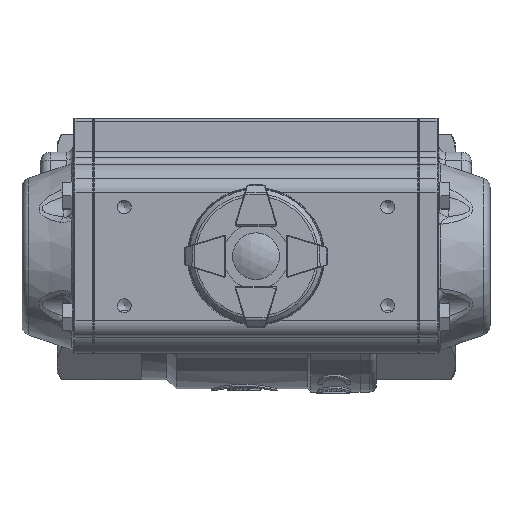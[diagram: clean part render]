
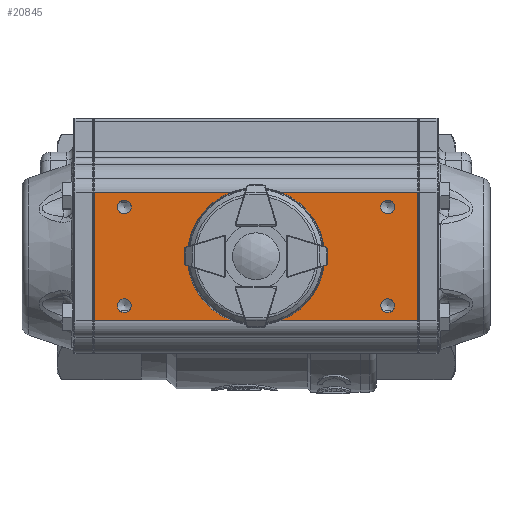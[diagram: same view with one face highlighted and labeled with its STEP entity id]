
A CAD part, top view. The second image highlights one B-rep face of the part: STEP entity #20845.
In plain terms, the highlighted face is planar.
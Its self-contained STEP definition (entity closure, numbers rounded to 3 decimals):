
#980=LINE('',#37852,#2050);
#981=LINE('',#37856,#2051);
#1041=LINE('',#37994,#2111);
#1042=LINE('',#37995,#2112);
#2050=VECTOR('',#26408,1000.);
#2051=VECTOR('',#26413,1000.);
#2111=VECTOR('',#26541,1000.);
#2112=VECTOR('',#26542,1000.);
#3556=PLANE('',#22694);
#6195=ORIENTED_EDGE('',*,*,#10314,.F.);
#6196=ORIENTED_EDGE('',*,*,#10384,.T.);
#6197=ORIENTED_EDGE('',*,*,#10316,.T.);
#6198=ORIENTED_EDGE('',*,*,#10385,.T.);
#6199=ORIENTED_EDGE('',*,*,#10110,.F.);
#6200=ORIENTED_EDGE('',*,*,#10098,.F.);
#6201=ORIENTED_EDGE('',*,*,#10102,.F.);
#6202=ORIENTED_EDGE('',*,*,#10106,.F.);
#6203=ORIENTED_EDGE('',*,*,#10018,.F.);
#10018=EDGE_CURVE('',#12431,#12431,#13819,.T.);
#10098=EDGE_CURVE('',#12510,#12510,#13862,.T.);
#10102=EDGE_CURVE('',#12514,#12514,#13864,.T.);
#10106=EDGE_CURVE('',#12518,#12518,#13866,.T.);
#10110=EDGE_CURVE('',#12522,#12522,#13868,.T.);
#10314=EDGE_CURVE('',#12656,#12657,#980,.T.);
#10316=EDGE_CURVE('',#12658,#12659,#981,.T.);
#10384=EDGE_CURVE('',#12656,#12658,#1041,.T.);
#10385=EDGE_CURVE('',#12659,#12657,#1042,.T.);
#12431=VERTEX_POINT('',#36830);
#12510=VERTEX_POINT('',#37224);
#12514=VERTEX_POINT('',#37244);
#12518=VERTEX_POINT('',#37264);
#12522=VERTEX_POINT('',#37284);
#12656=VERTEX_POINT('',#37851);
#12657=VERTEX_POINT('',#37853);
#12658=VERTEX_POINT('',#37857);
#12659=VERTEX_POINT('',#37858);
#13819=CIRCLE('',#22448,11.75);
#13862=CIRCLE('',#22505,2.1);
#13864=CIRCLE('',#22509,2.1);
#13866=CIRCLE('',#22513,2.1);
#13868=CIRCLE('',#22517,2.1);
#15261=EDGE_LOOP('',(#6195,#6196,#6197,#6198));
#15262=EDGE_LOOP('',(#6199));
#15263=EDGE_LOOP('',(#6200));
#15264=EDGE_LOOP('',(#6201));
#15265=EDGE_LOOP('',(#6202));
#15266=EDGE_LOOP('',(#6203));
#16811=FACE_BOUND('',#15261,.T.);
#16812=FACE_BOUND('',#15262,.T.);
#16813=FACE_BOUND('',#15263,.T.);
#16814=FACE_BOUND('',#15264,.T.);
#16815=FACE_BOUND('',#15265,.T.);
#16816=FACE_BOUND('',#15266,.T.);
#20845=ADVANCED_FACE('',(#16811,#16812,#16813,#16814,#16815,#16816),#3556,
 .T.);
#22448=AXIS2_PLACEMENT_3D('',#36829,#25870,#25871);
#22505=AXIS2_PLACEMENT_3D('',#37223,#26007,#26008);
#22509=AXIS2_PLACEMENT_3D('',#37243,#26015,#26016);
#22513=AXIS2_PLACEMENT_3D('',#37263,#26023,#26024);
#22517=AXIS2_PLACEMENT_3D('',#37283,#26031,#26032);
#22694=AXIS2_PLACEMENT_3D('',#37993,#26539,#26540);
#25870=DIRECTION('',(0.,1.,0.));
#25871=DIRECTION('',(0.,0.,1.));
#26007=DIRECTION('',(0.,1.,0.));
#26008=DIRECTION('',(0.,0.,1.));
#26015=DIRECTION('',(0.,1.,0.));
#26016=DIRECTION('',(0.,0.,1.));
#26023=DIRECTION('',(0.,1.,0.));
#26024=DIRECTION('',(0.,0.,1.));
#26031=DIRECTION('',(0.,1.,0.));
#26032=DIRECTION('',(0.,0.,1.));
#26408=DIRECTION('',(0.,0.,-1.));
#26413=DIRECTION('',(0.,0.,-1.));
#26539=DIRECTION('',(0.,1.,0.));
#26540=DIRECTION('',(1.,0.,0.));
#26541=DIRECTION('',(1.,0.,0.));
#26542=DIRECTION('',(-1.,0.,0.));
#36829=CARTESIAN_POINT('',(0.,36.5,0.));
#36830=CARTESIAN_POINT('',(0.,36.5,11.75));
#37223=CARTESIAN_POINT('',(15.,36.5,-40.));
#37224=CARTESIAN_POINT('',(15.,36.5,-37.9));
#37243=CARTESIAN_POINT('',(-15.,36.5,40.));
#37244=CARTESIAN_POINT('',(-15.,36.5,42.1));
#37263=CARTESIAN_POINT('',(15.,36.5,40.));
#37264=CARTESIAN_POINT('',(15.,36.5,42.1));
#37283=CARTESIAN_POINT('',(-15.,36.5,-40.));
#37284=CARTESIAN_POINT('',(-15.,36.5,-37.9));
#37851=CARTESIAN_POINT('',(-19.5,36.5,49.2));
#37852=CARTESIAN_POINT('',(-19.5,36.5,49.5));
#37853=CARTESIAN_POINT('',(-19.5,36.5,-49.2));
#37856=CARTESIAN_POINT('',(19.5,36.5,49.5));
#37857=CARTESIAN_POINT('',(19.5,36.5,49.2));
#37858=CARTESIAN_POINT('',(19.5,36.5,-49.2));
#37993=CARTESIAN_POINT('',(-19.5,36.5,49.5));
#37994=CARTESIAN_POINT('',(-19.5,36.5,49.2));
#37995=CARTESIAN_POINT('',(-19.5,36.5,-49.2));
